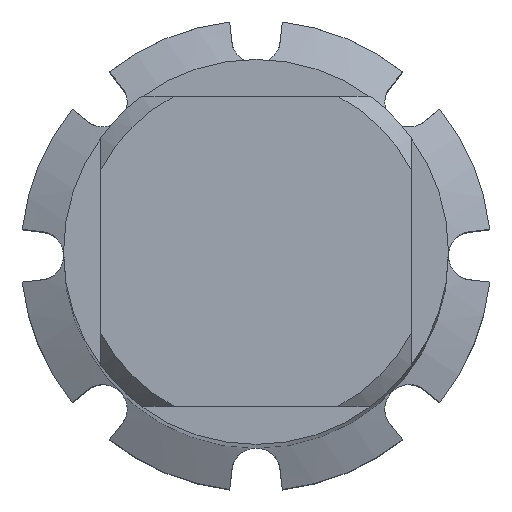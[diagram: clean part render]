
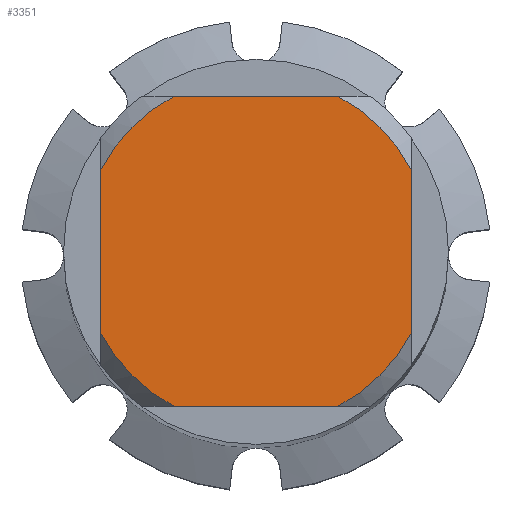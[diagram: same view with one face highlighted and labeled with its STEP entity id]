
A CAD part, top view. The second image highlights one B-rep face of the part: STEP entity #3351.
In plain terms, the highlighted planar face has unit normal (0, 0, 1).
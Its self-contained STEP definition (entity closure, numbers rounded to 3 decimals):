
#3309=VERTEX_POINT('',#9258);
#3351=ADVANCED_FACE('',(#9303),#9304,.T.);
#4405=VERTEX_POINT('',#10441);
#4695=EDGE_CURVE('',#6469,#4841,#10762,.T.);
#4841=VERTEX_POINT('',#10915);
#5451=EDGE_CURVE('',#3309,#7655,#11575,.T.);
#5467=VERTEX_POINT('',#11593);
#5527=EDGE_CURVE('',#6469,#8749,#11660,.T.);
#5541=EDGE_CURVE('',#3309,#6497,#11675,.T.);
#5985=EDGE_CURVE('',#4405,#4841,#12148,.T.);
#6133=EDGE_CURVE('',#5467,#8749,#12310,.T.);
#6469=VERTEX_POINT('',#12675);
#6497=VERTEX_POINT('',#12706);
#7655=VERTEX_POINT('',#13965);
#7705=EDGE_CURVE('',#5467,#6497,#14020,.T.);
#8625=EDGE_CURVE('',#4405,#7655,#15020,.T.);
#8749=VERTEX_POINT('',#15151);
#9258=CARTESIAN_POINT('',(7.25,-3.831,0.0));
#9303=FACE_OUTER_BOUND('',#16072,.T.);
#9304=PLANE('',#16073);
#10441=CARTESIAN_POINT('',(3.831,7.25,0.0));
#10762=CIRCLE('',#18754,8.2);
#10915=CARTESIAN_POINT('',(-3.831,7.25,0.0));
#11575=LINE('',#20241,#20242);
#11593=CARTESIAN_POINT('',(-3.831,-7.25,0.0));
#11660=LINE('',#20405,#20406);
#11675=CIRCLE('',#20436,8.2);
#12148=LINE('',#21298,#21299);
#12310=CIRCLE('',#21567,8.2);
#12675=CARTESIAN_POINT('',(-7.25,3.831,0.0));
#12706=CARTESIAN_POINT('',(3.831,-7.25,0.0));
#13965=CARTESIAN_POINT('',(7.25,3.831,0.0));
#14020=LINE('',#24649,#24650);
#15020=CIRCLE('',#26497,8.2);
#15151=CARTESIAN_POINT('',(-7.25,-3.831,0.0));
#16072=EDGE_LOOP('',(#27400,#27401,#27402,#27403,#27404,#27405,#27406,#27407));
#16073=AXIS2_PLACEMENT_3D('',#27408,#27409,#27410);
#18754=AXIS2_PLACEMENT_3D('',#28958,#28959,#28960);
#20241=CARTESIAN_POINT('',(7.25,2.05,0.0));
#20242=VECTOR('',#29767,1.0);
#20405=CARTESIAN_POINT('',(-7.25,2.05,0.0));
#20406=VECTOR('',#29927,1.0);
#20436=AXIS2_PLACEMENT_3D('',#29944,#29945,#29946);
#21298=CARTESIAN_POINT('',(0.0,7.25,0.0));
#21299=VECTOR('',#30344,1.0);
#21567=AXIS2_PLACEMENT_3D('',#30569,#30570,#30571);
#24649=CARTESIAN_POINT('',(0.0,-7.25,0.0));
#24650=VECTOR('',#32416,1.0);
#26497=AXIS2_PLACEMENT_3D('',#33514,#33515,#33516);
#27400=ORIENTED_EDGE('',*,*,#5527,.T.);
#27401=ORIENTED_EDGE('',*,*,#6133,.F.);
#27402=ORIENTED_EDGE('',*,*,#7705,.T.);
#27403=ORIENTED_EDGE('',*,*,#5541,.F.);
#27404=ORIENTED_EDGE('',*,*,#5451,.T.);
#27405=ORIENTED_EDGE('',*,*,#8625,.F.);
#27406=ORIENTED_EDGE('',*,*,#5985,.T.);
#27407=ORIENTED_EDGE('',*,*,#4695,.F.);
#27408=CARTESIAN_POINT('',(0.0,4.1,0.0));
#27409=DIRECTION('',(-0.0,0.0,1.0));
#27410=DIRECTION('',(0.0,-1.0,0.0));
#28958=CARTESIAN_POINT('',(0.0,0.0,0.0));
#28959=DIRECTION('',(0.0,0.0,-1.0));
#28960=DIRECTION('',(0.0,1.0,0.0));
#29767=DIRECTION('',(-0.0,1.0,0.0));
#29927=DIRECTION('',(-0.0,-1.0,0.0));
#29944=CARTESIAN_POINT('',(0.0,0.0,0.0));
#29945=DIRECTION('',(0.0,0.0,-1.0));
#29946=DIRECTION('',(0.0,1.0,0.0));
#30344=DIRECTION('',(-1.0,0.0,0.0));
#30569=CARTESIAN_POINT('',(0.0,0.0,0.0));
#30570=DIRECTION('',(0.0,0.0,-1.0));
#30571=DIRECTION('',(0.0,1.0,0.0));
#32416=DIRECTION('',(1.0,0.0,0.0));
#33514=CARTESIAN_POINT('',(0.0,0.0,0.0));
#33515=DIRECTION('',(0.0,0.0,-1.0));
#33516=DIRECTION('',(0.0,1.0,0.0));
